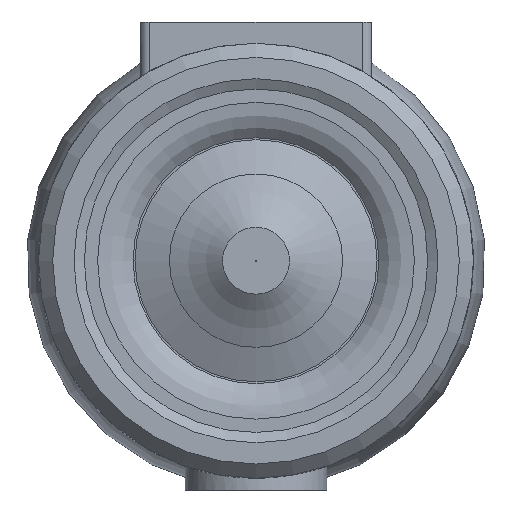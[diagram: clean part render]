
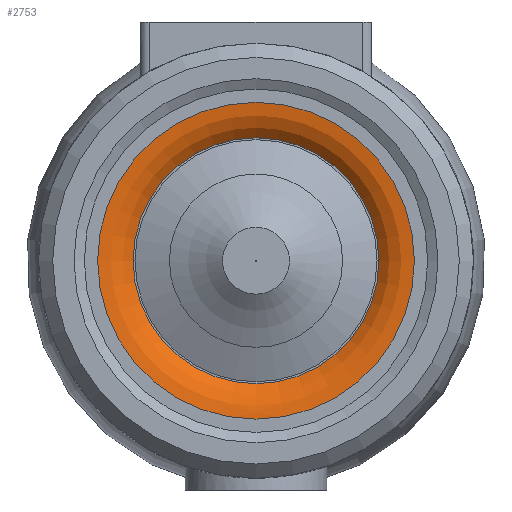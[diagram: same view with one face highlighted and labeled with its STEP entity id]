
A CAD part, front view. The second image highlights one B-rep face of the part: STEP entity #2753.
In plain terms, the highlighted toroidal (fillet/blend) face has major radius 33.5 mm and minor radius 10 mm.
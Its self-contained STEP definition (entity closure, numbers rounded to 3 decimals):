
#333=TOROIDAL_SURFACE('',#3077,33.5,10.);
#1309=ORIENTED_EDGE('',*,*,#1707,.T.);
#1310=ORIENTED_EDGE('',*,*,#1706,.F.);
#1706=EDGE_CURVE('',#1987,#1987,#2126,.T.);
#1707=EDGE_CURVE('',#1988,#1988,#2127,.T.);
#1987=VERTEX_POINT('',#5350);
#1988=VERTEX_POINT('',#5353);
#2126=CIRCLE('',#3076,26.);
#2127=CIRCLE('',#3078,33.5);
#2350=EDGE_LOOP('',(#1309));
#2351=EDGE_LOOP('',(#1310));
#2577=FACE_BOUND('',#2350,.T.);
#2578=FACE_BOUND('',#2351,.T.);
#2753=ADVANCED_FACE('',(#2577,#2578),#333,.T.);
#3076=AXIS2_PLACEMENT_3D('',#5349,#3783,#3784);
#3077=AXIS2_PLACEMENT_3D('',#5351,#3785,#3786);
#3078=AXIS2_PLACEMENT_3D('',#5352,#3787,#3788);
#3783=DIRECTION('',(0.,-1.,0.));
#3784=DIRECTION('',(0.,0.,-1.));
#3785=DIRECTION('',(0.,-1.,0.));
#3786=DIRECTION('',(0.,0.,-1.));
#3787=DIRECTION('',(0.,-1.,0.));
#3788=DIRECTION('',(0.,0.,-1.));
#5349=CARTESIAN_POINT('',(0.,32.586,0.));
#5350=CARTESIAN_POINT('',(0.,32.586,-26.));
#5351=CARTESIAN_POINT('',(0.,39.2,0.));
#5352=CARTESIAN_POINT('',(0.,29.2,0.));
#5353=CARTESIAN_POINT('',(0.,29.2,-33.5));
